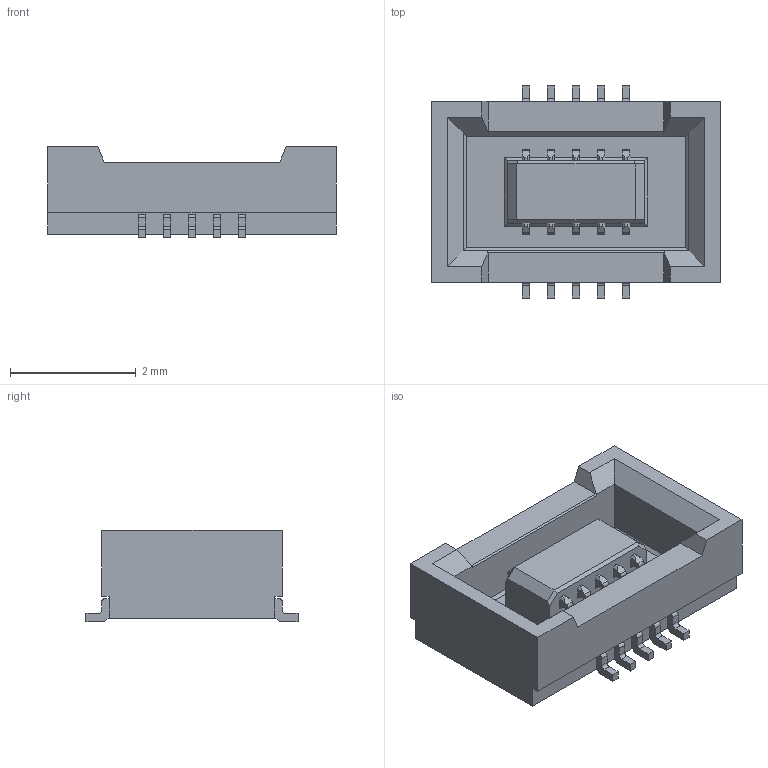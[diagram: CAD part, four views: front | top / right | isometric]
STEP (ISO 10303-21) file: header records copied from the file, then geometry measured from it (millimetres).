
FILE_DESCRIPTION(/* description */ (''),/* implementation_level */ '2;1');
FILE_NAME(/* name */ 'CON_HC-PBB40C-10DS-0.4V-2.0-02.step',/* time_stamp */ '2024-07-13T15:59:22+02:00',/* author */ (''),/* organization */ (''),/* preprocessor_version */ 'ST-DEVELOPER v20',/* originating_system */ 'Autodesk Translation Framework v13.14.0.145',/* authorisation */ '');
FILE_SCHEMA (('AUTOMOTIVE_DESIGN { 1 0 10303 214 3 1 1 }'));
Length unit declared in the file: millimetre
Products named in the file (1): HC-PBB40C-10DS-0.4V-2.0-02
Bounding box: 4.6 x 3.38 x 1.45 mm (x, y, z)
Volume: 11.6 mm3; surface area: 64.1 mm2
Topology: 1 solids, 1 shells, 245 faces, 642 edges, 420 vertices
Faces by surface type: plane 205, cylinder 30, bspline 10
Entity records: 7740 total; most frequent: CARTESIAN_POINT 1602, ORIENTED_EDGE 1284, DIRECTION 1154, EDGE_CURVE 642, LINE 562, VECTOR 562, VERTEX_POINT 420, AXIS2_PLACEMENT_3D 296
